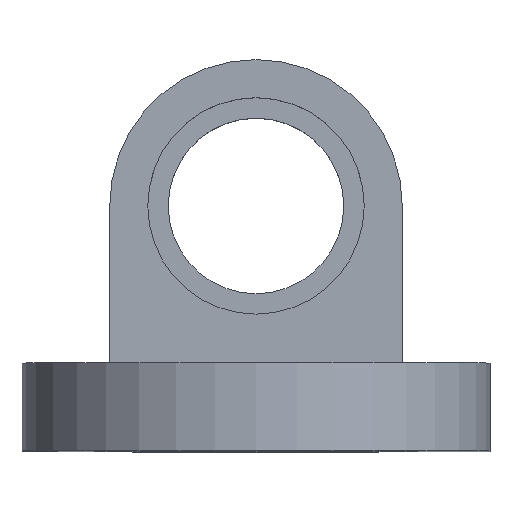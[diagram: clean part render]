
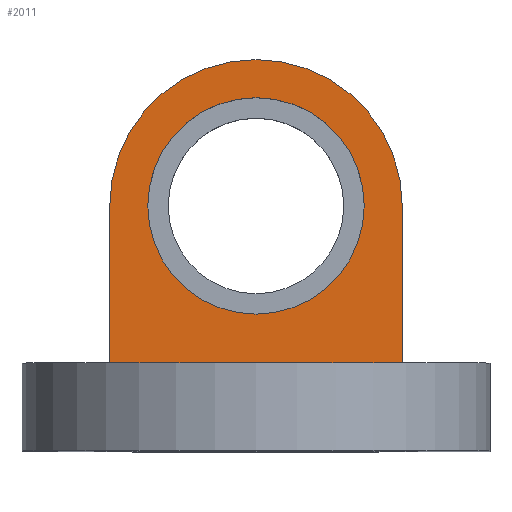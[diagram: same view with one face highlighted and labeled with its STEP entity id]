
A CAD part, top view. The second image highlights one B-rep face of the part: STEP entity #2011.
In plain terms, the highlighted planar face has unit normal (0, 0, 1).
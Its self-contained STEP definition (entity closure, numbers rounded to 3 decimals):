
#75 = ORIENTED_EDGE ( 'NONE', *, *, #1836, .T. ) ;
#109 = EDGE_CURVE ( 'NONE', #1705, #737, #2448, .T. ) ;
#137 = CARTESIAN_POINT ( 'NONE',  ( 18.5, 42., -74. ) ) ;
#189 = PLANE ( 'NONE',  #221 ) ;
#221 = AXIS2_PLACEMENT_3D ( 'NONE', #1138, #2160, #970 ) ;
#309 = CARTESIAN_POINT ( 'NONE',  ( -18.5, 42., -74. ) ) ;
#416 = CIRCLE ( 'NONE', #751, 18.5 ) ;
#456 = AXIS2_PLACEMENT_3D ( 'NONE', #1295, #680, #495 ) ;
#458 = DIRECTION ( 'NONE',  ( 0., 0., -1. ) ) ;
#462 = EDGE_CURVE ( 'NONE', #2216, #737, #1798, .T. ) ;
#483 = LINE ( 'NONE', #1269, #1239 ) ;
#495 = DIRECTION ( 'NONE',  ( -1., 0., 0. ) ) ;
#680 = DIRECTION ( 'NONE',  ( 0., 0., -1. ) ) ;
#682 = DIRECTION ( 'NONE',  ( 0., -1., 0. ) ) ;
#737 = VERTEX_POINT ( 'NONE', #841 ) ;
#751 = AXIS2_PLACEMENT_3D ( 'NONE', #1839, #1025, #1039 ) ;
#763 = EDGE_CURVE ( 'NONE', #1302, #1705, #2130, .T. ) ;
#841 = CARTESIAN_POINT ( 'NONE',  ( 25., 15., -74. ) ) ;
#970 = DIRECTION ( 'NONE',  ( -1., 0., 0. ) ) ;
#995 = EDGE_LOOP ( 'NONE', ( #1448, #75, #1123, #2514 ) ) ;
#1016 = CARTESIAN_POINT ( 'NONE',  ( 25., 67., -74. ) ) ;
#1025 = DIRECTION ( 'NONE',  ( 0., 0., -1. ) ) ;
#1039 = DIRECTION ( 'NONE',  ( -1., 0., 0. ) ) ;
#1054 = VECTOR ( 'NONE', #682, 1000. ) ;
#1102 = VERTEX_POINT ( 'NONE', #309 ) ;
#1123 = ORIENTED_EDGE ( 'NONE', *, *, #462, .T. ) ;
#1138 = CARTESIAN_POINT ( 'NONE',  ( 25., 67., -74. ) ) ;
#1181 = FACE_OUTER_BOUND ( 'NONE', #995, .T. ) ;
#1182 = DIRECTION ( 'NONE',  ( 1., 0., 0. ) ) ;
#1239 = VECTOR ( 'NONE', #2496, 1000. ) ;
#1269 = CARTESIAN_POINT ( 'NONE',  ( -25., 67., -74. ) ) ;
#1295 = CARTESIAN_POINT ( 'NONE',  ( 0., 42., -74. ) ) ;
#1302 = VERTEX_POINT ( 'NONE', #2343 ) ;
#1324 = CIRCLE ( 'NONE', #456, 18.5 ) ;
#1448 = ORIENTED_EDGE ( 'NONE', *, *, #763, .F. ) ;
#1513 = AXIS2_PLACEMENT_3D ( 'NONE', #2231, #458, #2444 ) ;
#1543 = EDGE_LOOP ( 'NONE', ( #2546, #1956 ) ) ;
#1651 = EDGE_CURVE ( 'NONE', #2316, #1102, #416, .T. ) ;
#1705 = VERTEX_POINT ( 'NONE', #2051 ) ;
#1798 = LINE ( 'NONE', #2192, #2228 ) ;
#1823 = EDGE_CURVE ( 'NONE', #1102, #2316, #1324, .T. ) ;
#1836 = EDGE_CURVE ( 'NONE', #1302, #2216, #483, .T. ) ;
#1839 = CARTESIAN_POINT ( 'NONE',  ( 0., 42., -74. ) ) ;
#1956 = ORIENTED_EDGE ( 'NONE', *, *, #1823, .T. ) ;
#1958 = FACE_BOUND ( 'NONE', #1543, .T. ) ;
#2011 = ADVANCED_FACE ( 'NONE', ( #1958, #1181 ), #189, .F. ) ;
#2051 = CARTESIAN_POINT ( 'NONE',  ( 25., 42., -74. ) ) ;
#2130 = CIRCLE ( 'NONE', #1513, 25. ) ;
#2160 = DIRECTION ( 'NONE',  ( 0., 0., -1. ) ) ;
#2192 = CARTESIAN_POINT ( 'NONE',  ( 25., 15., -74. ) ) ;
#2216 = VERTEX_POINT ( 'NONE', #2465 ) ;
#2228 = VECTOR ( 'NONE', #1182, 1000. ) ;
#2231 = CARTESIAN_POINT ( 'NONE',  ( 0., 42., -74. ) ) ;
#2316 = VERTEX_POINT ( 'NONE', #137 ) ;
#2343 = CARTESIAN_POINT ( 'NONE',  ( -25., 42., -74. ) ) ;
#2444 = DIRECTION ( 'NONE',  ( -1., 0., 0. ) ) ;
#2448 = LINE ( 'NONE', #1016, #1054 ) ;
#2465 = CARTESIAN_POINT ( 'NONE',  ( -25., 15., -74. ) ) ;
#2496 = DIRECTION ( 'NONE',  ( 0., -1., 0. ) ) ;
#2514 = ORIENTED_EDGE ( 'NONE', *, *, #109, .F. ) ;
#2546 = ORIENTED_EDGE ( 'NONE', *, *, #1651, .T. ) ;
